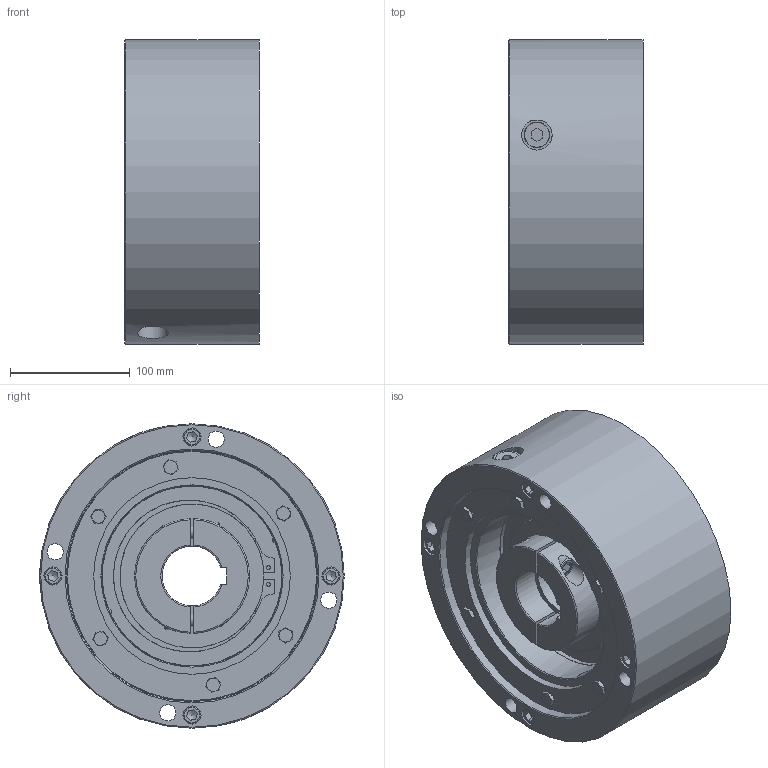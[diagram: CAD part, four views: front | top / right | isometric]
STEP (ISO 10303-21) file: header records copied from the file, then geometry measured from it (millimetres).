
FILE_DESCRIPTION (( 'STEP AP203' ), '1' );
FILE_NAME ('970563_RevA.STEP', '2019-01-08T15:55:49', ( '' ), ( '' ), 'SwSTEP 2.0', 'SolidWorks 2017', '' );
FILE_SCHEMA (( 'CONFIG_CONTROL_DESIGN' ));
Length unit declared in the file: millimetre
Products named in the file (1): 970563_RevA
Bounding box: 112.23 x 254 x 254 mm (x, y, z)
Volume: 4519439.7 mm3; surface area: 354705.7 mm2
Topology: 6 solids, 9 shells, 402 faces, 882 edges, 538 vertices
Faces by surface type: plane 228, cone 91, cylinder 71, torus 11, bspline 1
Full cylindrical faces by diameter (mm): 3.175 x2, 3.226 x2, 4.826 x2, 6 x2, 6.342 x1, 6.35 x1, 9.347 x2, 11.112 x4, 11.113 x4, 11.125 x1, 11.913 x2, 13.487 x4, 14.275 x4, 15.088 x4, 16.669 x2, 17.475 x2, 17.856 x2, 19.837 x4, 75.492 x1, 89.492 x1, 115.57 x1, 120.02 x1, 150.5 x1, 164 x1, 181.8 x1, 208 x1, 210.308 x1, 254 x1
Entity records: 11434 total; most frequent: CARTESIAN_POINT 3293, DIRECTION 1661, ORIENTED_EDGE 1500, EDGE_CURVE 750, AXIS2_PLACEMENT_3D 673, EDGE_LOOP 564, VERTEX_POINT 498, FACE_OUTER_BOUND 463
